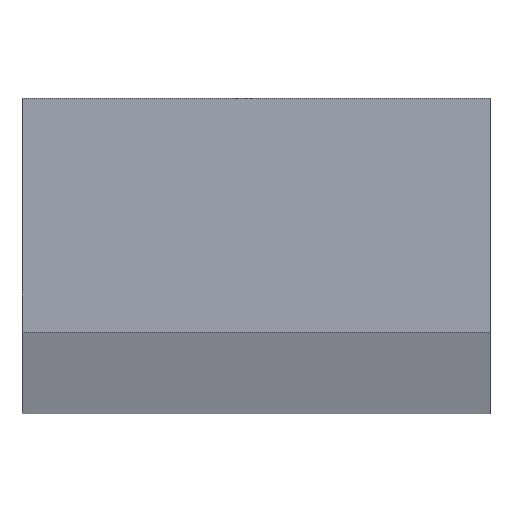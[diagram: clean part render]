
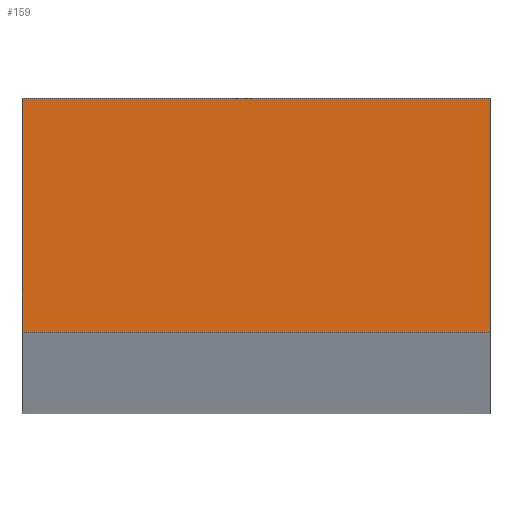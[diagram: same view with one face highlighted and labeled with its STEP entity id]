
A CAD part, top view. The second image highlights one B-rep face of the part: STEP entity #159.
In plain terms, the highlighted planar face has unit normal (0, 0, 1).
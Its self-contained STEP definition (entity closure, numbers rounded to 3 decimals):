
#15 = AXIS2_PLACEMENT_3D ( 'NONE', #62, #58, #60 ) ;
#16 = VECTOR ( 'NONE', #125, 1000. ) ;
#22 = VECTOR ( 'NONE', #181, 1000. ) ;
#26 = FACE_OUTER_BOUND ( 'NONE', #114, .T. ) ;
#37 = VECTOR ( 'NONE', #184, 1000. ) ;
#42 = VECTOR ( 'NONE', #175, 1000. ) ;
#58 = DIRECTION ( 'NONE',  ( 0., 0., 1. ) ) ;
#59 = PLANE ( 'NONE',  #15 ) ;
#60 = DIRECTION ( 'NONE',  ( 1., 0., 0. ) ) ;
#62 = CARTESIAN_POINT ( 'NONE',  ( 0., 0., 500. ) ) ;
#79 = VERTEX_POINT ( 'NONE', #131 ) ;
#81 = CARTESIAN_POINT ( 'NONE',  ( -5., 2.5, 500. ) ) ;
#93 = ORIENTED_EDGE ( 'NONE', *, *, #162, .T. ) ;
#94 = ORIENTED_EDGE ( 'NONE', *, *, #164, .T. ) ;
#95 = ORIENTED_EDGE ( 'NONE', *, *, #145, .T. ) ;
#97 = ORIENTED_EDGE ( 'NONE', *, *, #161, .T. ) ;
#114 = EDGE_LOOP ( 'NONE', ( #95, #94, #93, #97 ) ) ;
#117 = VERTEX_POINT ( 'NONE', #81 ) ;
#120 = VERTEX_POINT ( 'NONE', #135 ) ;
#123 = CARTESIAN_POINT ( 'NONE',  ( 5., -2.5, 500. ) ) ;
#125 = DIRECTION ( 'NONE',  ( 0., -1., 0. ) ) ;
#129 = CARTESIAN_POINT ( 'NONE',  ( -5., 2.5, 500. ) ) ;
#130 = VERTEX_POINT ( 'NONE', #123 ) ;
#131 = CARTESIAN_POINT ( 'NONE',  ( -5., -2.5, 500. ) ) ;
#132 = LINE ( 'NONE', #129, #16 ) ;
#135 = CARTESIAN_POINT ( 'NONE',  ( 5., 2.5, 500. ) ) ;
#145 = EDGE_CURVE ( 'NONE', #117, #79, #132, .T. ) ;
#159 = ADVANCED_FACE ( 'NONE', ( #26 ), #59, .T. ) ;
#161 = EDGE_CURVE ( 'NONE', #120, #117, #185, .T. ) ;
#162 = EDGE_CURVE ( 'NONE', #130, #120, #183, .T. ) ;
#164 = EDGE_CURVE ( 'NONE', #79, #130, #177, .T. ) ;
#175 = DIRECTION ( 'NONE',  ( 1., 0., 0. ) ) ;
#176 = CARTESIAN_POINT ( 'NONE',  ( -5., -2.5, 500. ) ) ;
#177 = LINE ( 'NONE', #176, #42 ) ;
#181 = DIRECTION ( 'NONE',  ( 0., 1., 0. ) ) ;
#182 = CARTESIAN_POINT ( 'NONE',  ( 5., 2.5, 500. ) ) ;
#183 = LINE ( 'NONE', #182, #22 ) ;
#184 = DIRECTION ( 'NONE',  ( -1., 0., 0. ) ) ;
#185 = LINE ( 'NONE', #187, #37 ) ;
#187 = CARTESIAN_POINT ( 'NONE',  ( -5., 2.5, 500. ) ) ;
